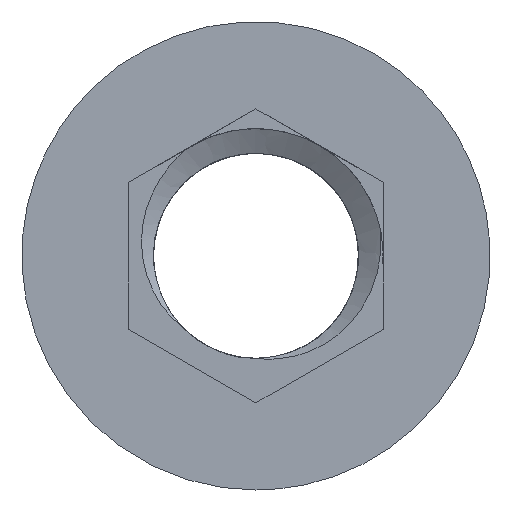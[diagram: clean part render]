
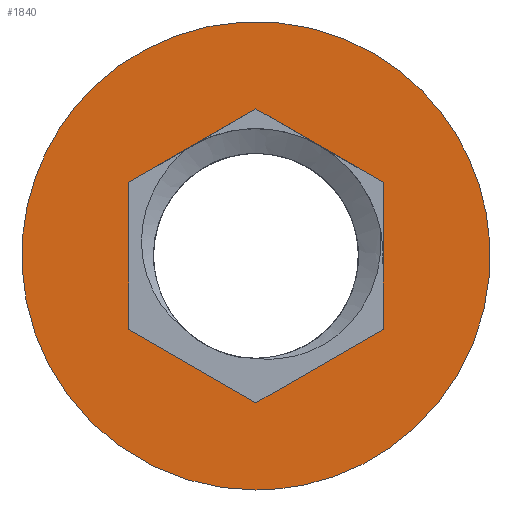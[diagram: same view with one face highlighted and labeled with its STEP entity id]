
A CAD part, front view. The second image highlights one B-rep face of the part: STEP entity #1840.
In plain terms, the highlighted free-form (B-spline) face has degree [1, 1] with [2, 2] control points.
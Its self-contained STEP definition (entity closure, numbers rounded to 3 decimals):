
#1318 = EDGE_CURVE('',#1319,#1321,#1323,.T.);
#1319 = VERTEX_POINT('',#1320);
#1320 = CARTESIAN_POINT('',(-3.676,0.,
    2.122));
#1321 = VERTEX_POINT('',#1322);
#1322 = CARTESIAN_POINT('',(0.,0.,
    4.244));
#1323 = B_SPLINE_CURVE_WITH_KNOTS('',1,(#1324,#1325),.UNSPECIFIED.,.F.,
  .F.,(2,2),(-2.377,1.289),.PIECEWISE_BEZIER_KNOTS.);
#1324 = CARTESIAN_POINT('',(-3.676,0.,
    2.122));
#1325 = CARTESIAN_POINT('',(0.,0.,
    4.244));
#1353 = EDGE_CURVE('',#1354,#1319,#1356,.T.);
#1354 = VERTEX_POINT('',#1355);
#1355 = CARTESIAN_POINT('',(-3.676,0.,
    -2.122));
#1356 = B_SPLINE_CURVE_WITH_KNOTS('',1,(#1357,#1358),.UNSPECIFIED.,.F.,
  .F.,(2,2),(-3.838,-0.171),.PIECEWISE_BEZIER_KNOTS.);
#1357 = CARTESIAN_POINT('',(-3.676,0.,
    -2.122));
#1358 = CARTESIAN_POINT('',(-3.676,0.,
    2.122));
#1381 = EDGE_CURVE('',#1382,#1354,#1384,.T.);
#1382 = VERTEX_POINT('',#1383);
#1383 = CARTESIAN_POINT('',(0.,0.,
    -4.244));
#1384 = B_SPLINE_CURVE_WITH_KNOTS('',1,(#1385,#1386),.UNSPECIFIED.,.F.,
  .F.,(2,2),(-2.377,1.289),.PIECEWISE_BEZIER_KNOTS.);
#1385 = CARTESIAN_POINT('',(0.,0.,
    -4.244));
#1386 = CARTESIAN_POINT('',(-3.676,0.,
    -2.122));
#1409 = EDGE_CURVE('',#1410,#1382,#1412,.T.);
#1410 = VERTEX_POINT('',#1411);
#1411 = CARTESIAN_POINT('',(3.676,0.,
    -2.122));
#1412 = B_SPLINE_CURVE_WITH_KNOTS('',1,(#1413,#1414),.UNSPECIFIED.,.F.,
  .F.,(2,2),(0.544,4.21),.PIECEWISE_BEZIER_KNOTS.);
#1413 = CARTESIAN_POINT('',(3.676,0.,
    -2.122));
#1414 = CARTESIAN_POINT('',(0.,0.,
    -4.244));
#1437 = EDGE_CURVE('',#1438,#1410,#1440,.T.);
#1438 = VERTEX_POINT('',#1439);
#1439 = CARTESIAN_POINT('',(3.676,0.,
    2.122));
#1440 = B_SPLINE_CURVE_WITH_KNOTS('',1,(#1441,#1442),.UNSPECIFIED.,.F.,
  .F.,(2,2),(2.004,5.671),.PIECEWISE_BEZIER_KNOTS.);
#1441 = CARTESIAN_POINT('',(3.676,0.,
    2.122));
#1442 = CARTESIAN_POINT('',(3.676,0.,
    -2.122));
#1465 = EDGE_CURVE('',#1321,#1438,#1466,.T.);
#1466 = B_SPLINE_CURVE_WITH_KNOTS('',1,(#1467,#1468),.UNSPECIFIED.,.F.,
  .F.,(2,2),(0.544,4.21),.PIECEWISE_BEZIER_KNOTS.);
#1467 = CARTESIAN_POINT('',(0.,0.,
    4.244));
#1468 = CARTESIAN_POINT('',(3.676,0.,
    2.122));
#1840 = ADVANCED_FACE('',(#1841,#1855),#1863,.T.);
#1841 = FACE_BOUND('',#1842,.T.);
#1842 = EDGE_LOOP('',(#1843));
#1843 = ORIENTED_EDGE('',*,*,#1844,.F.);
#1844 = EDGE_CURVE('',#1845,#1845,#1847,.T.);
#1845 = VERTEX_POINT('',#1846);
#1846 = CARTESIAN_POINT('',(0.,0.,
    -6.763));
#1847 = ( BOUNDED_CURVE() B_SPLINE_CURVE(2,(#1848,#1849,#1850,#1851,
#1852,#1853,#1854),.UNSPECIFIED.,.T.,.F.) B_SPLINE_CURVE_WITH_KNOTS((3,2
    ,2,3),(1.571,3.665,5.76,7.854),
.PIECEWISE_BEZIER_KNOTS.) CURVE() GEOMETRIC_REPRESENTATION_ITEM() 
RATIONAL_B_SPLINE_CURVE((1.,0.5,1.,0.5,1.,0.5,1.)) REPRESENTATION_ITEM(
  '') );
#1848 = CARTESIAN_POINT('',(0.,0.,
    -6.763));
#1849 = CARTESIAN_POINT('',(-11.714,0.,
    -6.763));
#1850 = CARTESIAN_POINT('',(-5.857,0.,
    3.382));
#1851 = CARTESIAN_POINT('',(0.,0.,
    13.526));
#1852 = CARTESIAN_POINT('',(5.857,0.,
    3.382));
#1853 = CARTESIAN_POINT('',(11.714,0.,
    -6.763));
#1854 = CARTESIAN_POINT('',(0.,0.,
    -6.763));
#1855 = FACE_BOUND('',#1856,.T.);
#1856 = EDGE_LOOP('',(#1857,#1858,#1859,#1860,#1861,#1862));
#1857 = ORIENTED_EDGE('',*,*,#1318,.T.);
#1858 = ORIENTED_EDGE('',*,*,#1465,.T.);
#1859 = ORIENTED_EDGE('',*,*,#1437,.T.);
#1860 = ORIENTED_EDGE('',*,*,#1409,.T.);
#1861 = ORIENTED_EDGE('',*,*,#1381,.T.);
#1862 = ORIENTED_EDGE('',*,*,#1353,.T.);
#1863 = B_SPLINE_SURFACE_WITH_KNOTS('',1,1,(
    (#1864,#1865)
    ,(#1866,#1867
    )),.UNSPECIFIED.,.F.,.F.,.F.,(2,2),(2,2),(0.,11.684),
  (-5.842,5.842),.PIECEWISE_BEZIER_KNOTS.);
#1864 = CARTESIAN_POINT('',(-6.763,0.,
    6.763));
#1865 = CARTESIAN_POINT('',(6.763,0.,
    6.763));
#1866 = CARTESIAN_POINT('',(-6.763,0.,
    -6.763));
#1867 = CARTESIAN_POINT('',(6.763,0.,
    -6.763));
